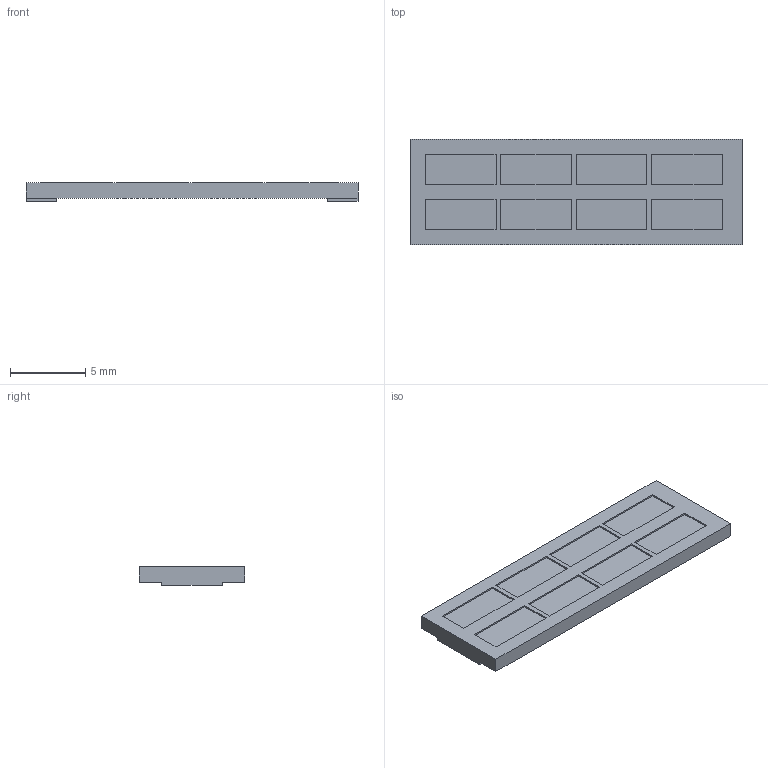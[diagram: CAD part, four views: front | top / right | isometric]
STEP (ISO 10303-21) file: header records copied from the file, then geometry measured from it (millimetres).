
FILE_DESCRIPTION (( 'STEP AP214' ), '1' );
FILE_NAME ('SolarCellTest.STEP', '2019-12-03T06:14:06', ( '' ), ( '' ), 'SwSTEP 2.0', 'SolidWorks 2019', '' );
FILE_SCHEMA (( 'AUTOMOTIVE_DESIGN' ));
Length unit declared in the file: inch
Products named in the file (4): SolarCellTest; SOLID-2.step; SolarCellZ_v1.step; KXOB22-12X1F.step
Assembly tree (3 placements, depth 4):
  SolarCellTest
    SolarCellZ_v1.step
      KXOB22-12X1F.step
        SOLID-2.step
Bounding box: 22 x 7 x 1.2 mm (x, y, z)
Volume: 149.7 mm3; surface area: 381.5 mm2
Topology: 1 solids, 1 shells, 54 faces, 132 edges, 88 vertices
Faces by surface type: plane 54
Entity records: 1686 total; most frequent: CARTESIAN_POINT 282, ORIENTED_EDGE 264, DIRECTION 256, EDGE_CURVE 132, LINE 132, VECTOR 132, VERTEX_POINT 88, EDGE_LOOP 62
